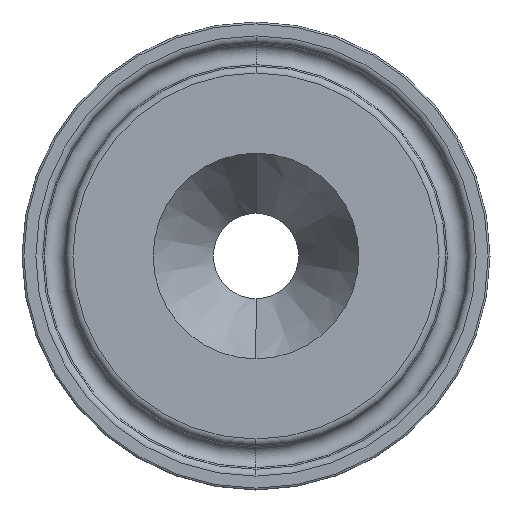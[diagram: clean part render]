
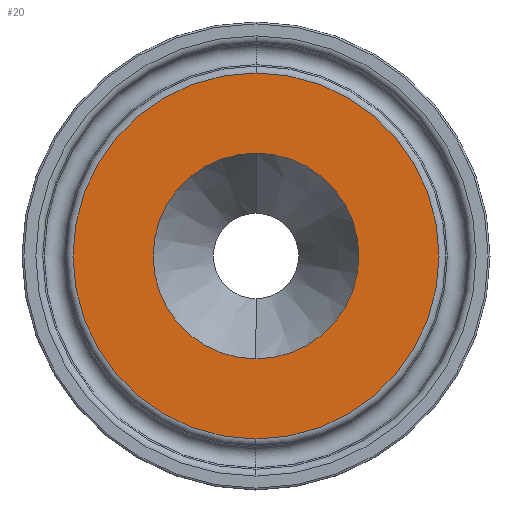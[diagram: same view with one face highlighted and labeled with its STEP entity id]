
A CAD part, left-side view. The second image highlights one B-rep face of the part: STEP entity #20.
In plain terms, the highlighted planar face has unit normal (-1, 0, 0).
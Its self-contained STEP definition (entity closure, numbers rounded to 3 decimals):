
#20 = ADVANCED_FACE ( 'NONE', ( #667, #1085 ), #316, .F. ) ;
#110 = DIRECTION ( 'NONE',  ( 0., 0., 1. ) ) ;
#123 = DIRECTION ( 'NONE',  ( 0., 0., 1. ) ) ;
#140 = EDGE_CURVE ( 'NONE', #968, #621, #644, .T. ) ;
#173 = DIRECTION ( 'NONE',  ( 0., 0., 1. ) ) ;
#186 = CARTESIAN_POINT ( 'NONE',  ( 0., 0., 0. ) ) ;
#221 = CARTESIAN_POINT ( 'NONE',  ( 0., 0., 0. ) ) ;
#232 = AXIS2_PLACEMENT_3D ( 'NONE', #1042, #617, #123 ) ;
#243 = DIRECTION ( 'NONE',  ( 0., 0., -1. ) ) ;
#246 = DIRECTION ( 'NONE',  ( -1., 0., 0. ) ) ;
#254 = ORIENTED_EDGE ( 'NONE', *, *, #140, .T. ) ;
#277 = CARTESIAN_POINT ( 'NONE',  ( 0., 0., 19.747 ) ) ;
#287 = AXIS2_PLACEMENT_3D ( 'NONE', #186, #246, #110 ) ;
#301 = AXIS2_PLACEMENT_3D ( 'NONE', #689, #604, #1025 ) ;
#316 = PLANE ( 'NONE',  #622 ) ;
#341 = CIRCLE ( 'NONE', #287, 19.747 ) ;
#383 = VERTEX_POINT ( 'NONE', #1077 ) ;
#523 = EDGE_CURVE ( 'NONE', #621, #968, #341, .T. ) ;
#585 = CIRCLE ( 'NONE', #674, 11.1 ) ;
#592 = CARTESIAN_POINT ( 'NONE',  ( 0., 0., -19.747 ) ) ;
#604 = DIRECTION ( 'NONE',  ( -1., 0., 0. ) ) ;
#607 = ORIENTED_EDGE ( 'NONE', *, *, #1084, .F. ) ;
#617 = DIRECTION ( 'NONE',  ( -1., 0., 0. ) ) ;
#621 = VERTEX_POINT ( 'NONE', #277 ) ;
#622 = AXIS2_PLACEMENT_3D ( 'NONE', #917, #1007, #243 ) ;
#630 = EDGE_LOOP ( 'NONE', ( #702, #254 ) ) ;
#644 = CIRCLE ( 'NONE', #301, 19.747 ) ;
#667 = FACE_BOUND ( 'NONE', #1005, .T. ) ;
#674 = AXIS2_PLACEMENT_3D ( 'NONE', #221, #725, #173 ) ;
#689 = CARTESIAN_POINT ( 'NONE',  ( 0., 0., 0. ) ) ;
#702 = ORIENTED_EDGE ( 'NONE', *, *, #523, .T. ) ;
#725 = DIRECTION ( 'NONE',  ( -1., 0., 0. ) ) ;
#765 = CIRCLE ( 'NONE', #232, 11.1 ) ;
#795 = EDGE_CURVE ( 'NONE', #383, #1035, #585, .T. ) ;
#860 = ORIENTED_EDGE ( 'NONE', *, *, #795, .F. ) ;
#887 = CARTESIAN_POINT ( 'NONE',  ( 0., 0., -11.1 ) ) ;
#917 = CARTESIAN_POINT ( 'NONE',  ( 0., 11.1, 0. ) ) ;
#968 = VERTEX_POINT ( 'NONE', #592 ) ;
#1005 = EDGE_LOOP ( 'NONE', ( #860, #607 ) ) ;
#1007 = DIRECTION ( 'NONE',  ( 1., 0., 0. ) ) ;
#1025 = DIRECTION ( 'NONE',  ( 0., 0., 1. ) ) ;
#1035 = VERTEX_POINT ( 'NONE', #887 ) ;
#1042 = CARTESIAN_POINT ( 'NONE',  ( 0., 0., 0. ) ) ;
#1077 = CARTESIAN_POINT ( 'NONE',  ( 0., 0., 11.1 ) ) ;
#1084 = EDGE_CURVE ( 'NONE', #1035, #383, #765, .T. ) ;
#1085 = FACE_OUTER_BOUND ( 'NONE', #630, .T. ) ;
